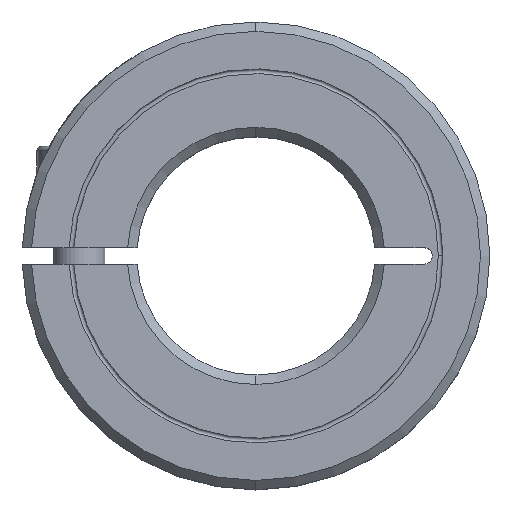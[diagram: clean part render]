
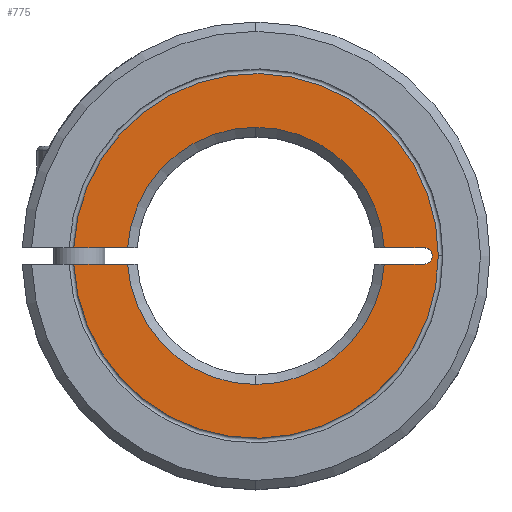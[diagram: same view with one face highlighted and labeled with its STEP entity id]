
A CAD part, top view. The second image highlights one B-rep face of the part: STEP entity #775.
In plain terms, the highlighted planar face has unit normal (0, 0, 1).
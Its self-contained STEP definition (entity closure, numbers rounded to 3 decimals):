
#391=VERTEX_POINT('',#1120);
#401=VERTEX_POINT('',#1130);
#461=VERTEX_POINT('',#1197);
#473=VERTEX_POINT('',#1211);
#499=EDGE_CURVE('',#1057,#715,#1239,.T.);
#505=EDGE_CURVE('',#577,#979,#1246,.T.);
#515=EDGE_CURVE('',#473,#391,#1257,.T.);
#577=VERTEX_POINT('',#1329);
#685=EDGE_CURVE('',#741,#461,#1448,.T.);
#715=VERTEX_POINT('',#1479);
#741=VERTEX_POINT('',#1511);
#747=EDGE_CURVE('',#979,#401,#1519,.T.);
#751=EDGE_CURVE('',#401,#1057,#1524,.T.);
#765=EDGE_CURVE('',#715,#741,#1539,.T.);
#767=VERTEX_POINT('',#1541);
#775=ADVANCED_FACE('',(#1549),#1550,.T.);
#779=EDGE_CURVE('',#767,#893,#1555,.T.);
#867=VERTEX_POINT('',#1649);
#893=VERTEX_POINT('',#1679);
#895=EDGE_CURVE('',#867,#577,#1681,.T.);
#903=EDGE_CURVE('',#391,#867,#1690,.T.);
#979=VERTEX_POINT('',#1771);
#983=EDGE_CURVE('',#893,#473,#1775,.T.);
#995=EDGE_CURVE('',#461,#767,#1789,.T.);
#1057=VERTEX_POINT('',#1859);
#1120=CARTESIAN_POINT('',(-21.416,-0.963,15.0));
#1130=CARTESIAN_POINT('',(0.,15.12,15.0));
#1197=CARTESIAN_POINT('',(19.788,-0.963,15.0));
#1211=CARTESIAN_POINT('',(-15.089,-0.963,15.0));
#1239=LINE('',#2096,#2097);
#1246=LINE('',#2115,#2116);
#1257=LINE('',#2132,#2133);
#1329=CARTESIAN_POINT('',(-21.416,0.963,15.0));
#1448=CIRCLE('',#2450,0.963);
#1479=CARTESIAN_POINT('',(19.788,0.963,15.0));
#1511=CARTESIAN_POINT('',(20.75,0.,15.0));
#1519=CIRCLE('',#2567,15.12);
#1524=CIRCLE('',#2573,15.12);
#1539=CIRCLE('',#2628,0.963);
#1541=CARTESIAN_POINT('',(15.089,-0.963,15.0));
#1549=FACE_OUTER_BOUND('',#2639,.T.);
#1550=PLANE('',#2640);
#1555=CIRCLE('',#2646,15.12);
#1649=CARTESIAN_POINT('',(21.438,0.,15.0));
#1679=CARTESIAN_POINT('',(0.,-15.12,15.0));
#1681=CIRCLE('',#2864,21.438);
#1690=CIRCLE('',#2874,21.438);
#1771=CARTESIAN_POINT('',(-15.089,0.963,15.0));
#1775=CIRCLE('',#3045,15.12);
#1789=LINE('',#3066,#3067);
#1859=CARTESIAN_POINT('',(15.089,0.963,15.0));
#2096=CARTESIAN_POINT('',(-2.178,0.962,15.0));
#2097=VECTOR('',#3351,1.0);
#2115=CARTESIAN_POINT('',(-2.178,0.962,15.0));
#2116=VECTOR('',#3360,1.0);
#2132=CARTESIAN_POINT('',(-2.178,-0.962,15.0));
#2133=VECTOR('',#3376,1.0);
#2450=AXIS2_PLACEMENT_3D('',#3581,#3582,#3583);
#2567=AXIS2_PLACEMENT_3D('',#3683,#3684,#3685);
#2573=AXIS2_PLACEMENT_3D('',#3694,#3695,#3696);
#2628=AXIS2_PLACEMENT_3D('',#3712,#3713,#3714);
#2639=EDGE_LOOP('',(#3719,#3720,#3721,#3722,#3723,#3724,#3725,#3726,#3727,#3728,#3729,#3730));
#2640=AXIS2_PLACEMENT_3D('',#3731,#3732,#3733);
#2646=AXIS2_PLACEMENT_3D('',#3742,#3743,#3744);
#2864=AXIS2_PLACEMENT_3D('',#3899,#3900,#3901);
#2874=AXIS2_PLACEMENT_3D('',#3910,#3911,#3912);
#3045=AXIS2_PLACEMENT_3D('',#3987,#3988,#3989);
#3066=CARTESIAN_POINT('',(-2.178,-0.962,15.0));
#3067=VECTOR('',#4011,1.0);
#3351=DIRECTION('',(1.0,0.0,0.));
#3360=DIRECTION('',(1.0,0.0,0.));
#3376=DIRECTION('',(-1.0,0.0,0.));
#3581=CARTESIAN_POINT('',(19.788,0.0,15.0));
#3582=DIRECTION('',(0.,0.,-1.0));
#3583=DIRECTION('',(1.0,0.,0.));
#3683=CARTESIAN_POINT('',(0.,0.0,15.0));
#3684=DIRECTION('',(0.,0.0,-1.0));
#3685=DIRECTION('',(0.0,1.0,0.0));
#3694=CARTESIAN_POINT('',(0.,0.0,15.0));
#3695=DIRECTION('',(0.,0.0,-1.0));
#3696=DIRECTION('',(0.0,1.0,0.0));
#3712=CARTESIAN_POINT('',(19.788,0.0,15.0));
#3713=DIRECTION('',(0.,0.,-1.0));
#3714=DIRECTION('',(1.0,0.,0.));
#3719=ORIENTED_EDGE('',*,*,#995,.T.);
#3720=ORIENTED_EDGE('',*,*,#779,.T.);
#3721=ORIENTED_EDGE('',*,*,#983,.T.);
#3722=ORIENTED_EDGE('',*,*,#515,.T.);
#3723=ORIENTED_EDGE('',*,*,#903,.T.);
#3724=ORIENTED_EDGE('',*,*,#895,.T.);
#3725=ORIENTED_EDGE('',*,*,#505,.T.);
#3726=ORIENTED_EDGE('',*,*,#747,.T.);
#3727=ORIENTED_EDGE('',*,*,#751,.T.);
#3728=ORIENTED_EDGE('',*,*,#499,.T.);
#3729=ORIENTED_EDGE('',*,*,#765,.T.);
#3730=ORIENTED_EDGE('',*,*,#685,.T.);
#3731=CARTESIAN_POINT('',(0.,20.76,15.0));
#3732=DIRECTION('',(0.,0.,1.0));
#3733=DIRECTION('',(0.,-1.0,0.));
#3742=CARTESIAN_POINT('',(0.,0.0,15.0));
#3743=DIRECTION('',(0.,0.0,-1.0));
#3744=DIRECTION('',(0.0,1.0,0.0));
#3899=CARTESIAN_POINT('',(0.,0.,15.0));
#3900=DIRECTION('',(0.,0.,1.0));
#3901=DIRECTION('',(1.0,0.,0.));
#3910=CARTESIAN_POINT('',(0.,0.,15.0));
#3911=DIRECTION('',(0.,0.,1.0));
#3912=DIRECTION('',(1.0,0.,0.));
#3987=CARTESIAN_POINT('',(0.,0.0,15.0));
#3988=DIRECTION('',(0.,0.0,-1.0));
#3989=DIRECTION('',(0.0,1.0,0.0));
#4011=DIRECTION('',(-1.0,0.0,0.));
